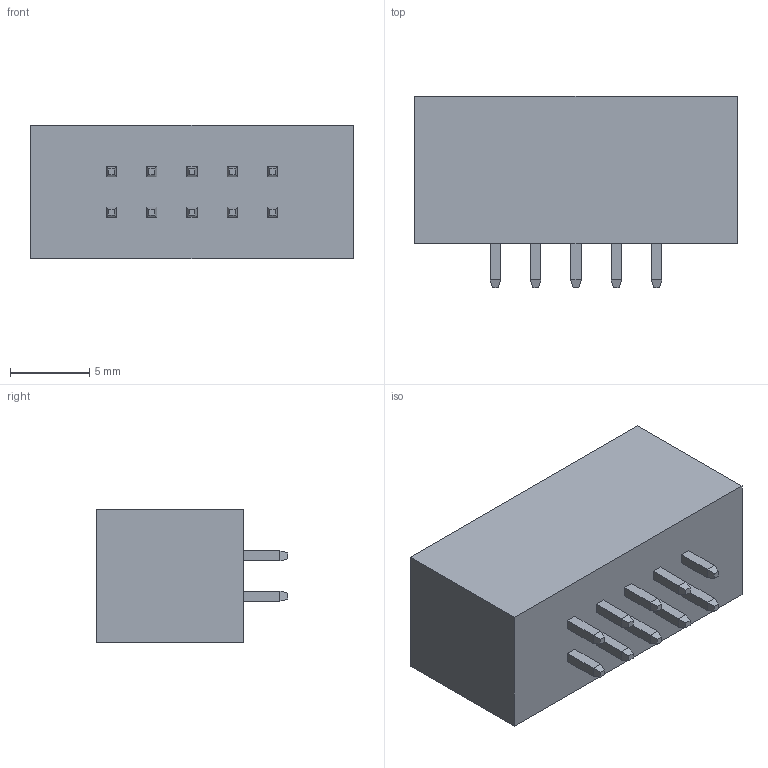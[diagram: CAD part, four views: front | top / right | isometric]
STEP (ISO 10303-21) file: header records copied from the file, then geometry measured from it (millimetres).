
FILE_DESCRIPTION (( 'STEP AP214' ), '1' );
FILE_NAME ('IDC-10MS.STEP', '2011-05-17T10:32:34', ( 'vpeshkov' ), ( 'licard' ), 'SwSTEP 2.0', 'SolidWorks 2009', '' );
FILE_SCHEMA (( 'AUTOMOTIVE_DESIGN' ));
Length unit declared in the file: millimetre
Products named in the file (1): IDC-10MS
Bounding box: 20.3 x 12.09 x 8.4 mm (x, y, z)
Volume: 830 mm3; surface area: 1368.2 mm2
Topology: 1 solids, 1 shells, 194 faces, 436 edges, 264 vertices
Faces by surface type: plane 194
Entity records: 7194 total; most frequent: CARTESIAN_POINT 895, ORIENTED_EDGE 872, DIRECTION 826, EDGE_CURVE 436, VECTOR 436, LINE 436, VERTEX_POINT 264, EDGE_LOOP 214
